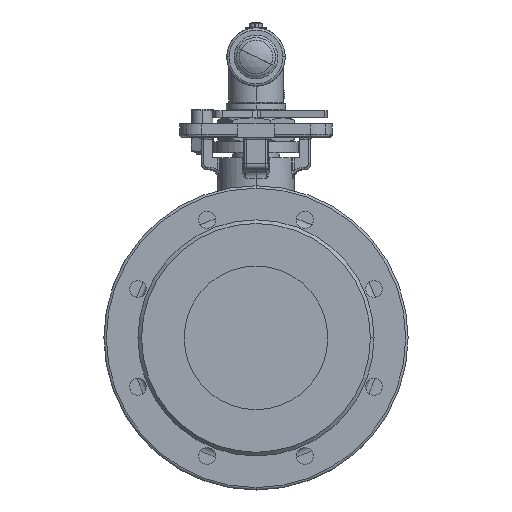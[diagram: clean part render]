
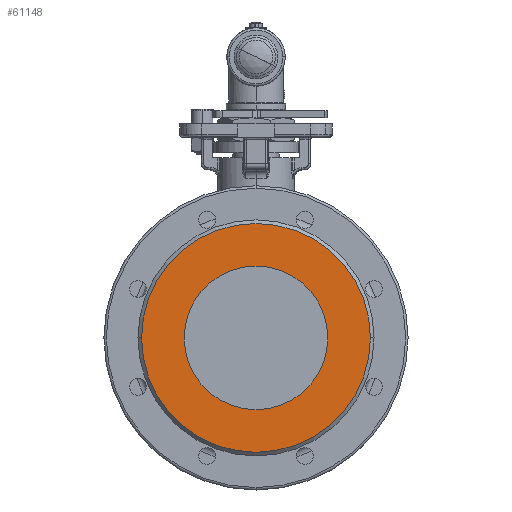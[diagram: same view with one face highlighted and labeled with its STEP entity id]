
A CAD part, left-side view. The second image highlights one B-rep face of the part: STEP entity #61148.
In plain terms, the highlighted planar face has unit normal (-1, 0, 0).
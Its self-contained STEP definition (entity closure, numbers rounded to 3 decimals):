
#10199=CARTESIAN_POINT('',(-90.,59.,0.));
#10200=VERTEX_POINT('',#10199);
#10216=CARTESIAN_POINT('',(-90.,-59.,-0.));
#10217=VERTEX_POINT('',#10216);
#10224=CARTESIAN_POINT('',(-90.,0.,0.));
#10225=DIRECTION('',(1.,-0.,-0.));
#10226=DIRECTION('',(0.,1.,0.));
#10227=AXIS2_PLACEMENT_3D('',#10224,#10225,#10226);
#10228=CIRCLE('',#10227,59.);
#10229=EDGE_CURVE('',#10200,#10217,#10228,.T.);
#10281=CARTESIAN_POINT('',(-90.,94.,-0.));
#10282=VERTEX_POINT('',#10281);
#10291=CARTESIAN_POINT('',(-90.,-94.,0.));
#10292=VERTEX_POINT('',#10291);
#10293=CARTESIAN_POINT('',(-90.,0.,0.));
#10294=DIRECTION('',(1.,0.,0.));
#10295=DIRECTION('',(-0.,1.,0.));
#10296=AXIS2_PLACEMENT_3D('',#10293,#10294,#10295);
#10297=CIRCLE('',#10296,94.);
#10298=EDGE_CURVE('',#10282,#10292,#10297,.T.);
#61063=CARTESIAN_POINT('',(-90.,0.,0.));
#61064=DIRECTION('',(1.,0.,0.));
#61065=DIRECTION('',(-0.,1.,0.));
#61066=AXIS2_PLACEMENT_3D('',#61063,#61064,#61065);
#61067=CIRCLE('',#61066,94.);
#61068=EDGE_CURVE('',#10292,#10282,#61067,.T.);
#61123=CARTESIAN_POINT('',(-90.,0.,0.));
#61124=DIRECTION('',(1.,-0.,-0.));
#61125=DIRECTION('',(0.,1.,0.));
#61126=AXIS2_PLACEMENT_3D('',#61123,#61124,#61125);
#61127=CIRCLE('',#61126,59.);
#61128=EDGE_CURVE('',#10217,#10200,#61127,.T.);
#61135=CARTESIAN_POINT('',(-90.,76.5,0.));
#61136=DIRECTION('',(-1.,0.,0.));
#61137=DIRECTION('',(0.,0.,1.));
#61138=AXIS2_PLACEMENT_3D('',#61135,#61136,#61137);
#61139=PLANE('',#61138);
#61140=ORIENTED_EDGE('',*,*,#61068,.F.);
#61141=ORIENTED_EDGE('',*,*,#10298,.F.);
#61142=EDGE_LOOP('',(#61140,#61141));
#61143=FACE_BOUND('',#61142,.T.);
#61144=ORIENTED_EDGE('',*,*,#61128,.T.);
#61145=ORIENTED_EDGE('',*,*,#10229,.T.);
#61146=EDGE_LOOP('',(#61144,#61145));
#61147=FACE_BOUND('',#61146,.T.);
#61148=ADVANCED_FACE('',(#61143,#61147),#61139,.T.);
